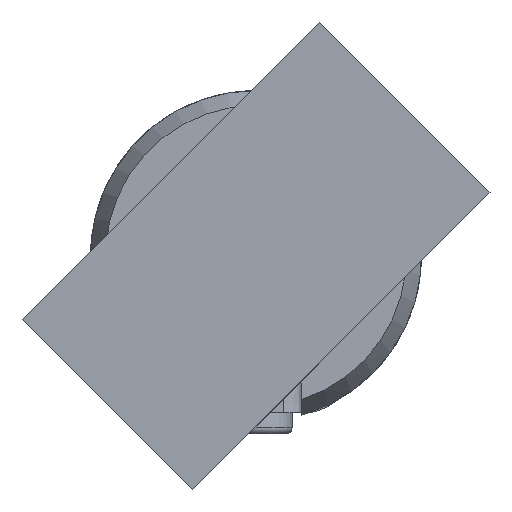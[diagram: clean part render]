
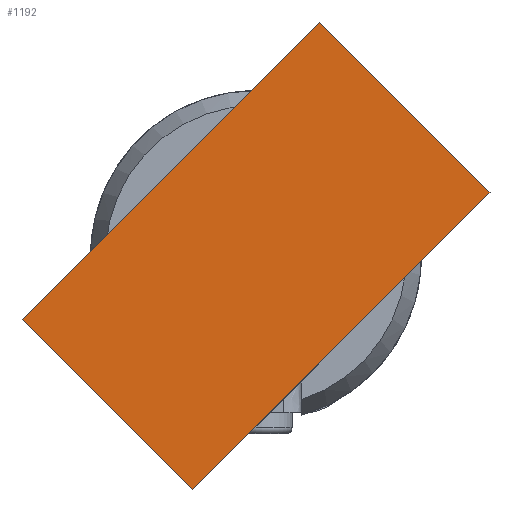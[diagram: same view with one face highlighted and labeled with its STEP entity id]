
A CAD part, front view. The second image highlights one B-rep face of the part: STEP entity #1192.
In plain terms, the highlighted planar face has unit normal (0, -1, 0).
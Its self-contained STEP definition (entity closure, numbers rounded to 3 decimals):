
#6 = VECTOR ( 'NONE', #4002, 1000. ) ;
#245 = EDGE_CURVE ( 'NONE', #3079, #3421, #14458, .T. ) ;
#1192 = ADVANCED_FACE ( 'NONE', ( #7875 ), #11835, .T. ) ;
#2418 = DIRECTION ( 'NONE',  ( 0., 0., 1. ) ) ;
#2462 = LINE ( 'NONE', #10712, #4418 ) ;
#2980 = ORIENTED_EDGE ( 'NONE', *, *, #245, .F. ) ;
#3079 = VERTEX_POINT ( 'NONE', #15278 ) ;
#3102 = CARTESIAN_POINT ( 'NONE',  ( 3.5, -0.4, 2. ) ) ;
#3421 = VERTEX_POINT ( 'NONE', #8849 ) ;
#3901 = EDGE_CURVE ( 'NONE', #4378, #3079, #2462, .T. ) ;
#4002 = DIRECTION ( 'NONE',  ( 1., 0., 0. ) ) ;
#4378 = VERTEX_POINT ( 'NONE', #3102 ) ;
#4418 = VECTOR ( 'NONE', #7723, 1000. ) ;
#4670 = EDGE_CURVE ( 'NONE', #3421, #17237, #17255, .T. ) ;
#4889 = ORIENTED_EDGE ( 'NONE', *, *, #16478, .F. ) ;
#5783 = ORIENTED_EDGE ( 'NONE', *, *, #4670, .F. ) ;
#6284 = CARTESIAN_POINT ( 'NONE',  ( 3.5, -0.4, -2. ) ) ;
#6635 = DIRECTION ( 'NONE',  ( -1., 0., 0. ) ) ;
#7235 = VECTOR ( 'NONE', #6635, 1000. ) ;
#7723 = DIRECTION ( 'NONE',  ( 0., 0., -1. ) ) ;
#7875 = FACE_OUTER_BOUND ( 'NONE', #12659, .T. ) ;
#8488 = CARTESIAN_POINT ( 'NONE',  ( -3.5, -0.4, 2. ) ) ;
#8849 = CARTESIAN_POINT ( 'NONE',  ( -3.5, -0.4, -2. ) ) ;
#9377 = CARTESIAN_POINT ( 'NONE',  ( -3.5, -0.4, 2. ) ) ;
#10517 = DIRECTION ( 'NONE',  ( 0., -1., 0. ) ) ;
#10702 = CARTESIAN_POINT ( 'NONE',  ( -3.5, -0.4, -2. ) ) ;
#10712 = CARTESIAN_POINT ( 'NONE',  ( 3.5, -0.4, 2. ) ) ;
#11835 = PLANE ( 'NONE',  #16632 ) ;
#12644 = ORIENTED_EDGE ( 'NONE', *, *, #3901, .F. ) ;
#12659 = EDGE_LOOP ( 'NONE', ( #12644, #4889, #5783, #2980 ) ) ;
#12967 = CARTESIAN_POINT ( 'NONE',  ( -3.5, -0.4, 2. ) ) ;
#13233 = LINE ( 'NONE', #9377, #6 ) ;
#14285 = DIRECTION ( 'NONE',  ( 0., 0., -1. ) ) ;
#14458 = LINE ( 'NONE', #10702, #7235 ) ;
#15278 = CARTESIAN_POINT ( 'NONE',  ( 3.5, -0.4, -2. ) ) ;
#16137 = VECTOR ( 'NONE', #2418, 1000. ) ;
#16478 = EDGE_CURVE ( 'NONE', #17237, #4378, #13233, .T. ) ;
#16632 = AXIS2_PLACEMENT_3D ( 'NONE', #6284, #10517, #14285 ) ;
#17237 = VERTEX_POINT ( 'NONE', #8488 ) ;
#17255 = LINE ( 'NONE', #12967, #16137 ) ;
